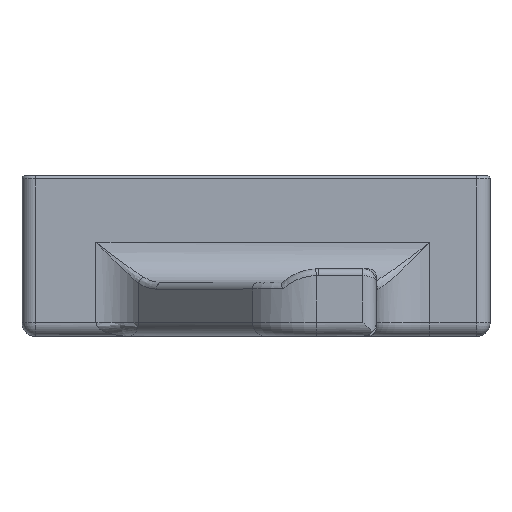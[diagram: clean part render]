
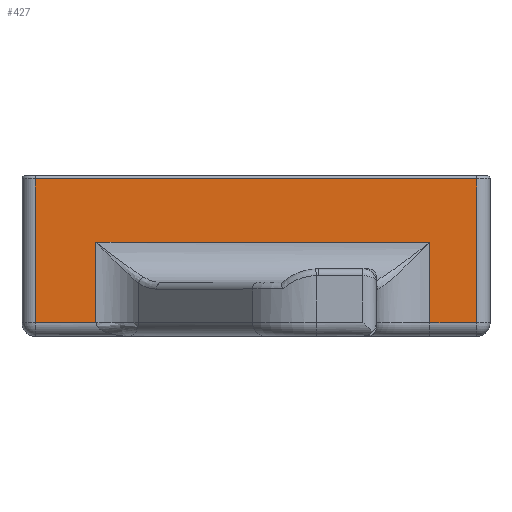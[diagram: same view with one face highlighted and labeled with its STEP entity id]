
A CAD part, top view. The second image highlights one B-rep face of the part: STEP entity #427.
In plain terms, the highlighted planar face has unit normal (0, 0, 1).
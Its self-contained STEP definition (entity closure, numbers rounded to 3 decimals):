
#427 = ADVANCED_FACE ( 'NONE', ( #4005 ), #10355, .F. ) ;
#1001 = EDGE_CURVE ( 'NONE', #3185, #3183, #6175, .T. ) ;
#1002 = EDGE_CURVE ( 'NONE', #3183, #3196, #6191, .T. ) ;
#1003 = EDGE_CURVE ( 'NONE', #3196, #3197, #6194, .T. ) ;
#1004 = EDGE_CURVE ( 'NONE', #3197, #3198, #6196, .T. ) ;
#1005 = EDGE_CURVE ( 'NONE', #3198, #3199, #6198, .T. ) ;
#1006 = EDGE_CURVE ( 'NONE', #3199, #3200, #6200, .T. ) ;
#1007 = EDGE_CURVE ( 'NONE', #3200, #3201, #6202, .T. ) ;
#1008 = EDGE_CURVE ( 'NONE', #3201, #3185, #6204, .T. ) ;
#1194 = EDGE_LOOP ( 'NONE', ( #1642, #1645, #1646, #1643, #1644, #1635, #1636, #1639 ) ) ;
#1635 = ORIENTED_EDGE ( 'NONE', *, *, #1006, .T. ) ;
#1636 = ORIENTED_EDGE ( 'NONE', *, *, #1007, .T. ) ;
#1639 = ORIENTED_EDGE ( 'NONE', *, *, #1008, .T. ) ;
#1642 = ORIENTED_EDGE ( 'NONE', *, *, #1001, .T. ) ;
#1643 = ORIENTED_EDGE ( 'NONE', *, *, #1004, .T. ) ;
#1644 = ORIENTED_EDGE ( 'NONE', *, *, #1005, .T. ) ;
#1645 = ORIENTED_EDGE ( 'NONE', *, *, #1002, .T. ) ;
#1646 = ORIENTED_EDGE ( 'NONE', *, *, #1003, .T. ) ;
#3183 = VERTEX_POINT ( 'NONE', #7957 ) ;
#3185 = VERTEX_POINT ( 'NONE', #7959 ) ;
#3196 = VERTEX_POINT ( 'NONE', #7970 ) ;
#3197 = VERTEX_POINT ( 'NONE', #7971 ) ;
#3198 = VERTEX_POINT ( 'NONE', #7972 ) ;
#3199 = VERTEX_POINT ( 'NONE', #7973 ) ;
#3200 = VERTEX_POINT ( 'NONE', #7974 ) ;
#3201 = VERTEX_POINT ( 'NONE', #7975 ) ;
#3749 = AXIS2_PLACEMENT_3D ( 'NONE', #10357, #10358, #10350 ) ;
#4005 = FACE_OUTER_BOUND ( 'NONE', #1194, .T. ) ;
#6175 = LINE ( 'NONE', #7553, #6193 ) ;
#6191 = LINE ( 'NONE', #7551, #6195 ) ;
#6193 = VECTOR ( 'NONE', #7537, 1000. ) ;
#6194 = LINE ( 'NONE', #7558, #6197 ) ;
#6195 = VECTOR ( 'NONE', #7557, 1000. ) ;
#6196 = LINE ( 'NONE', #7560, #6199 ) ;
#6197 = VECTOR ( 'NONE', #7559, 1000. ) ;
#6198 = LINE ( 'NONE', #7562, #6201 ) ;
#6199 = VECTOR ( 'NONE', #7561, 1000. ) ;
#6200 = LINE ( 'NONE', #7564, #6203 ) ;
#6201 = VECTOR ( 'NONE', #7563, 1000. ) ;
#6202 = LINE ( 'NONE', #7566, #6205 ) ;
#6203 = VECTOR ( 'NONE', #7565, 1000. ) ;
#6204 = LINE ( 'NONE', #7568, #6207 ) ;
#6205 = VECTOR ( 'NONE', #7567, 1000. ) ;
#6207 = VECTOR ( 'NONE', #7569, 1000. ) ;
#7537 = DIRECTION ( 'NONE',  ( 1., 0., 0. ) ) ;
#7551 = CARTESIAN_POINT ( 'NONE',  ( -11.969, 12., 7. ) ) ;
#7553 = CARTESIAN_POINT ( 'NONE',  ( 17.5, 1., 7. ) ) ;
#7557 = DIRECTION ( 'NONE',  ( 0., 1., 0. ) ) ;
#7558 = CARTESIAN_POINT ( 'NONE',  ( 13., 7., 7. ) ) ;
#7559 = DIRECTION ( 'NONE',  ( 1., 0., 0. ) ) ;
#7560 = CARTESIAN_POINT ( 'NONE',  ( 13., 4., 7. ) ) ;
#7561 = DIRECTION ( 'NONE',  ( 0., -1., 0. ) ) ;
#7562 = CARTESIAN_POINT ( 'NONE',  ( 17.5, 1., 7. ) ) ;
#7563 = DIRECTION ( 'NONE',  ( 1., 0., 0. ) ) ;
#7564 = CARTESIAN_POINT ( 'NONE',  ( 16.5, 12., 7. ) ) ;
#7565 = DIRECTION ( 'NONE',  ( 0., 1., 0. ) ) ;
#7566 = CARTESIAN_POINT ( 'NONE',  ( -16.5, 11.75, 7. ) ) ;
#7567 = DIRECTION ( 'NONE',  ( -1., 0., 0. ) ) ;
#7568 = CARTESIAN_POINT ( 'NONE',  ( -16.5, 12., 7. ) ) ;
#7569 = DIRECTION ( 'NONE',  ( 0., -1., 0. ) ) ;
#7957 = CARTESIAN_POINT ( 'NONE',  ( -11.969, 1., 7. ) ) ;
#7959 = CARTESIAN_POINT ( 'NONE',  ( -16.5, 1., 7. ) ) ;
#7970 = CARTESIAN_POINT ( 'NONE',  ( -11.969, 7., 7. ) ) ;
#7971 = CARTESIAN_POINT ( 'NONE',  ( 13., 7., 7. ) ) ;
#7972 = CARTESIAN_POINT ( 'NONE',  ( 13., 1., 7. ) ) ;
#7973 = CARTESIAN_POINT ( 'NONE',  ( 16.5, 1., 7. ) ) ;
#7974 = CARTESIAN_POINT ( 'NONE',  ( 16.5, 11.75, 7. ) ) ;
#7975 = CARTESIAN_POINT ( 'NONE',  ( -16.5, 11.75, 7. ) ) ;
#10350 = DIRECTION ( 'NONE',  ( -1., 0., 0. ) ) ;
#10355 = PLANE ( 'NONE',  #3749 ) ;
#10357 = CARTESIAN_POINT ( 'NONE',  ( 17.5, 12., 7. ) ) ;
#10358 = DIRECTION ( 'NONE',  ( 0., 0., -1. ) ) ;
